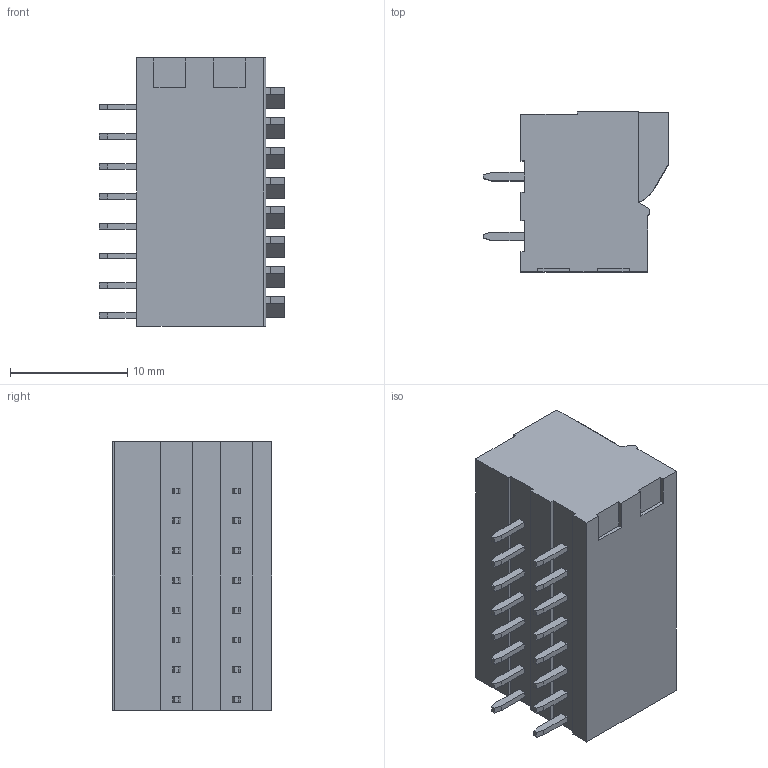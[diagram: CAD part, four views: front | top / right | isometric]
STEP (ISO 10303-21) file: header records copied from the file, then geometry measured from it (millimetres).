
FILE_DESCRIPTION((''),'2;1');
FILE_NAME('8','2020-06-04T',('P'),(''),'PRO/ENGINEER BY PARAMETRIC TECHNOLOGY CORPORATION, 2010280','PRO/ENGINEER BY PARAMETRIC TECHNOLOGY CORPORATION, 2010280','');
FILE_SCHEMA(('CONFIG_CONTROL_DESIGN'));
Length unit declared in the file: millimetre
Products named in the file (1): 8
Bounding box: 15.8 x 13.6 x 22.86 mm (x, y, z)
Volume: 3162.1 mm3; surface area: 2212.2 mm2
Topology: 1 solids, 1 shells, 427 faces, 1171 edges, 778 vertices
Faces by surface type: plane 354, cylinder 41, cone 16, bspline 16
Entity records: 13889 total; most frequent: CARTESIAN_POINT 2968, ORIENTED_EDGE 2342, DIRECTION 2091, EDGE_CURVE 1171, VECTOR 1009, LINE 1009, VERTEX_POINT 778, AXIS2_PLACEMENT_3D 541
